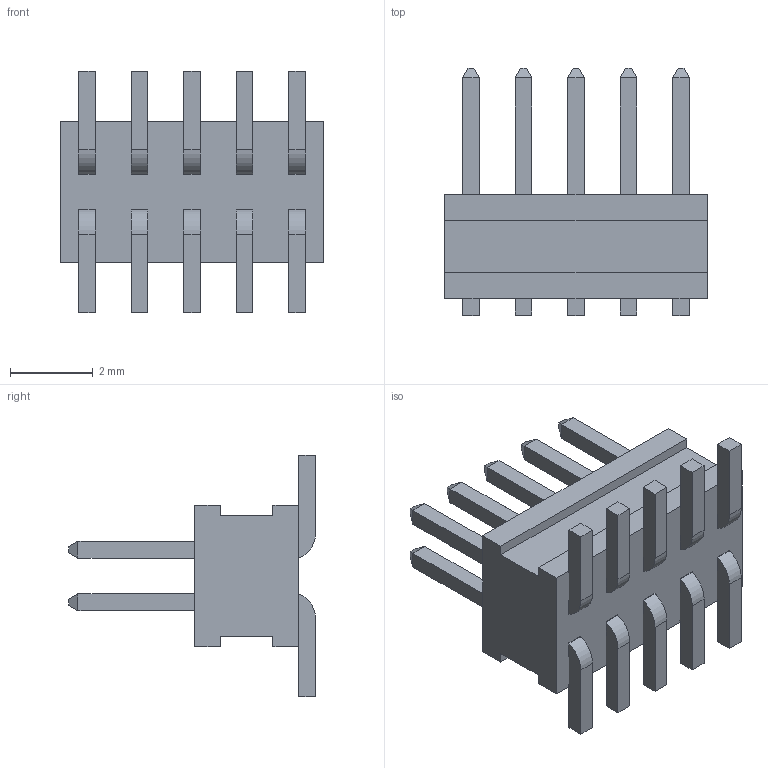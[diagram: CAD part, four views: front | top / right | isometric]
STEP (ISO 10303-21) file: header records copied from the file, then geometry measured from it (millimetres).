
FILE_DESCRIPTION( ( 'STEP AP214' ), ' ' );
FILE_NAME( 'FTSH-105-01-L-DV.stp', '2016-11-23T02:13:49', ( '' ), ( '' ), ' ', 'PARTsolutions', ' ' );
FILE_SCHEMA( ( 'AUTOMOTIVE_DESIGN { 1 0 10303 214 1 1 1 1 }' ) );
Length unit declared in the file: inch
Products named in the file (4): FTSH-105-01-L-DV; _FTSH-105-01-L-DV_body; _FTSH-105-01-L-DV_pins1; _FTSH-105-01-L-DV_pins2
Assembly tree (3 placements, depth 2):
  FTSH-105-01-L-DV
    _FTSH-105-01-L-DV_body
    _FTSH-105-01-L-DV_pins1
    _FTSH-105-01-L-DV_pins2
Bounding box: 6.35 x 5.97 x 5.84 mm (x, y, z)
Volume: 70.8 mm3; surface area: 290.5 mm2
Topology: 3 solids, 3 shells, 216 faces, 590 edges, 380 vertices
Faces by surface type: plane 206, cylinder 10
Entity records: 8492 total; most frequent: CARTESIAN_POINT 1190, ORIENTED_EDGE 1180, DIRECTION 1050, EDGE_CURVE 590, LINE 570, VECTOR 570, VERTEX_POINT 380, AXIS2_PLACEMENT_3D 240
